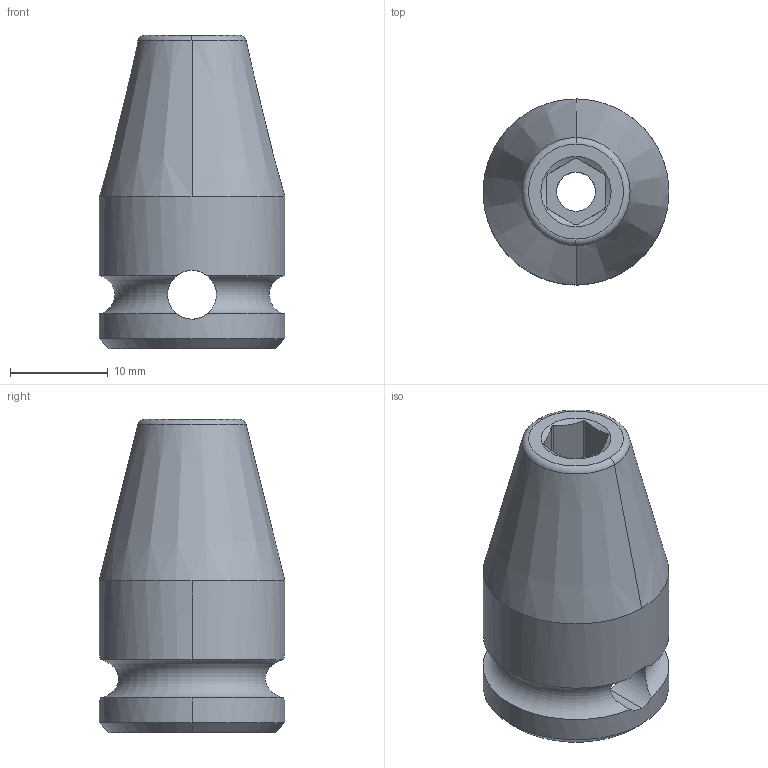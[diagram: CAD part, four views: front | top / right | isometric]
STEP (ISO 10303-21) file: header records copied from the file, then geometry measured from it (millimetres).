
FILE_DESCRIPTION((''),'2;1');
FILE_NAME('4027120006','2023-08-21T15:41:43',('A00565553'),(''),'CREO PARAMETRIC BY PTC INC, 2022414','CREO PARAMETRIC BY PTC INC, 2022414','');
FILE_SCHEMA(('CONFIG_CONTROL_DESIGN','GEOMETRIC_VALIDATION_PROPERTIES_MIM'));
Length unit declared in the file: millimetre
Products named in the file (1): 4027120006
Bounding box: 19 x 19 x 32 mm (x, y, z)
Volume: 5469.8 mm3; surface area: 2815.2 mm2
Topology: 1 solids, 1 shells, 54 faces, 147 edges, 94 vertices
Faces by surface type: cylinder 21, plane 19, cone 10, torus 4
Entity records: 2039 total; most frequent: CARTESIAN_POINT 561, ORIENTED_EDGE 294, DIRECTION 280, EDGE_CURVE 147, AXIS2_PLACEMENT_3D 112, VERTEX_POINT 94, EDGE_LOOP 59, CIRCLE 58
